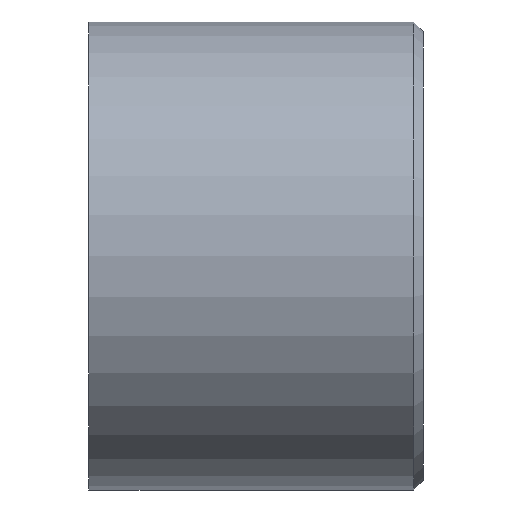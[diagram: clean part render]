
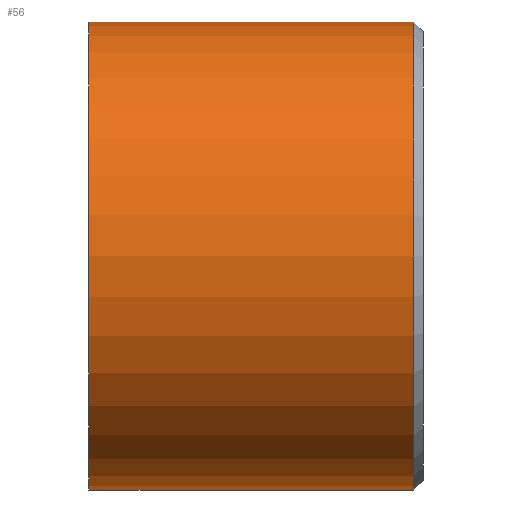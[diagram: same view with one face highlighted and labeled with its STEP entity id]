
A CAD part, front view. The second image highlights one B-rep face of the part: STEP entity #56.
In plain terms, the highlighted cylindrical face has radius 3.5 mm (diameter 7 mm), a full revolution.
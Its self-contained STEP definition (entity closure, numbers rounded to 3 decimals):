
#56 = ADVANCED_FACE( '', ( #105, #106, #107 ), #108, .T. );
#105 = FACE_OUTER_BOUND( '', #157, .T. );
#106 = FACE_BOUND( '', #158, .T. );
#107 = FACE_OUTER_BOUND( '', #159, .T. );
#108 = CYLINDRICAL_SURFACE( '', #160, 3.5 );
#157 = EDGE_LOOP( '', ( #197 ) );
#158 = EDGE_LOOP( '', ( #198 ) );
#159 = EDGE_LOOP( '', ( #199 ) );
#160 = AXIS2_PLACEMENT_3D( '', #200, #201, #202 );
#197 = ORIENTED_EDGE( '', *, *, #254, .T. );
#198 = ORIENTED_EDGE( '', *, *, #255, .T. );
#199 = ORIENTED_EDGE( '', *, *, #256, .F. );
#200 = CARTESIAN_POINT( '', ( 5., 0., 0. ) );
#201 = DIRECTION( '', ( -1., 0., 0. ) );
#202 = DIRECTION( '', ( 0., 0., -1. ) );
#254 = EDGE_CURVE( '', #273, #273, #274, .T. );
#255 = EDGE_CURVE( '', #275, #275, #276, .T. );
#256 = EDGE_CURVE( '', #277, #277, #278, .T. );
#273 = VERTEX_POINT( '', #302 );
#274 = CIRCLE( '', #303, 3.5 );
#275 = VERTEX_POINT( '', #304 );
#276 = B_SPLINE_CURVE_WITH_KNOTS( '', 3, ( #305, #306, #307, #308, #309, #310, #311, #312, #313, #314, #315, #316, #317, #318, #319, #320, #321, #322, #323, #324, #325, #326, #327, #328, #329, #330, #331, #332, #333, #334, #335, #336, #337, #338, #339, #340, #341, #342 ), .UNSPECIFIED., .T., .F., ( 2, 2, 2, 2, 2, 2, 2, 2, 2, 2, 2, 2, 2, 2, 2, 2, 2, 2, 2, 2, 2 ), ( -0.001, 0., 0.001, 0.001, 0.002, 0.002, 0.002, 0.003, 0.003, 0.004, 0.004, 0.005, 0.005, 0.006, 0.007, 0.007, 0.007, 0.008, 0.008, 0.009, 0.009 ), .UNSPECIFIED. );
#277 = VERTEX_POINT( '', #343 );
#278 = CIRCLE( '', #344, 3.5 );
#302 = CARTESIAN_POINT( '', ( 0., 0., -3.5 ) );
#303 = AXIS2_PLACEMENT_3D( '', #410, #411, #412 );
#304 = CARTESIAN_POINT( '', ( 1.502, 3.371, -0.94 ) );
#305 = CARTESIAN_POINT( '', ( 1.357, 3.402, -0.831 ) );
#306 = CARTESIAN_POINT( '', ( 1.647, 3.341, -1.049 ) );
#307 = CARTESIAN_POINT( '', ( 1.807, 3.313, -1.13 ) );
#308 = CARTESIAN_POINT( '', ( 2.155, 3.274, -1.239 ) );
#309 = CARTESIAN_POINT( '', ( 2.335, 3.263, -1.266 ) );
#310 = CARTESIAN_POINT( '', ( 2.701, 3.265, -1.262 ) );
#311 = CARTESIAN_POINT( '', ( 2.88, 3.277, -1.232 ) );
#312 = CARTESIAN_POINT( '', ( 3.225, 3.318, -1.116 ) );
#313 = CARTESIAN_POINT( '', ( 3.383, 3.346, -1.032 ) );
#314 = CARTESIAN_POINT( '', ( 3.596, 3.392, -0.863 ) );
#315 = CARTESIAN_POINT( '', ( 3.661, 3.408, -0.802 ) );
#316 = CARTESIAN_POINT( '', ( 3.777, 3.437, -0.665 ) );
#317 = CARTESIAN_POINT( '', ( 3.829, 3.451, -0.59 ) );
#318 = CARTESIAN_POINT( '', ( 3.955, 3.486, -0.35 ) );
#319 = CARTESIAN_POINT( '', ( 4.002, 3.501, -0.168 ) );
#320 = CARTESIAN_POINT( '', ( 3.998, 3.499, 0.196 ) );
#321 = CARTESIAN_POINT( '', ( 3.945, 3.483, 0.378 ) );
#322 = CARTESIAN_POINT( '', ( 3.768, 3.434, 0.693 ) );
#323 = CARTESIAN_POINT( '', ( 3.644, 3.402, 0.829 ) );
#324 = CARTESIAN_POINT( '', ( 3.358, 3.342, 1.047 ) );
#325 = CARTESIAN_POINT( '', ( 3.195, 3.313, 1.129 ) );
#326 = CARTESIAN_POINT( '', ( 2.848, 3.274, 1.239 ) );
#327 = CARTESIAN_POINT( '', ( 2.667, 3.263, 1.265 ) );
#328 = CARTESIAN_POINT( '', ( 2.301, 3.265, 1.262 ) );
#329 = CARTESIAN_POINT( '', ( 2.121, 3.276, 1.232 ) );
#330 = CARTESIAN_POINT( '', ( 1.777, 3.318, 1.116 ) );
#331 = CARTESIAN_POINT( '', ( 1.617, 3.346, 1.032 ) );
#332 = CARTESIAN_POINT( '', ( 1.334, 3.407, 0.808 ) );
#333 = CARTESIAN_POINT( '', ( 1.214, 3.439, 0.67 ) );
#334 = CARTESIAN_POINT( '', ( 1.086, 3.475, 0.429 ) );
#335 = CARTESIAN_POINT( '', ( 1.054, 3.484, 0.345 ) );
#336 = CARTESIAN_POINT( '', ( 1.009, 3.497, 0.167 ) );
#337 = CARTESIAN_POINT( '', ( 0.999, 3.5, 0.076 ) );
#338 = CARTESIAN_POINT( '', ( 1.003, 3.499, -0.197 ) );
#339 = CARTESIAN_POINT( '', ( 1.055, 3.483, -0.379 ) );
#340 = CARTESIAN_POINT( '', ( 1.233, 3.434, -0.695 ) );
#341 = CARTESIAN_POINT( '', ( 1.357, 3.402, -0.831 ) );
#342 = CARTESIAN_POINT( '', ( 1.647, 3.341, -1.049 ) );
#343 = CARTESIAN_POINT( '', ( 4.86, 0., -3.5 ) );
#344 = AXIS2_PLACEMENT_3D( '', #413, #414, #415 );
#410 = CARTESIAN_POINT( '', ( 0., 0., 0. ) );
#411 = DIRECTION( '', ( 1., 0., 0. ) );
#412 = DIRECTION( '', ( 0., 0., -1. ) );
#413 = CARTESIAN_POINT( '', ( 4.86, 0., 0. ) );
#414 = DIRECTION( '', ( 1., 0., 0. ) );
#415 = DIRECTION( '', ( 0., 0., -1. ) );
